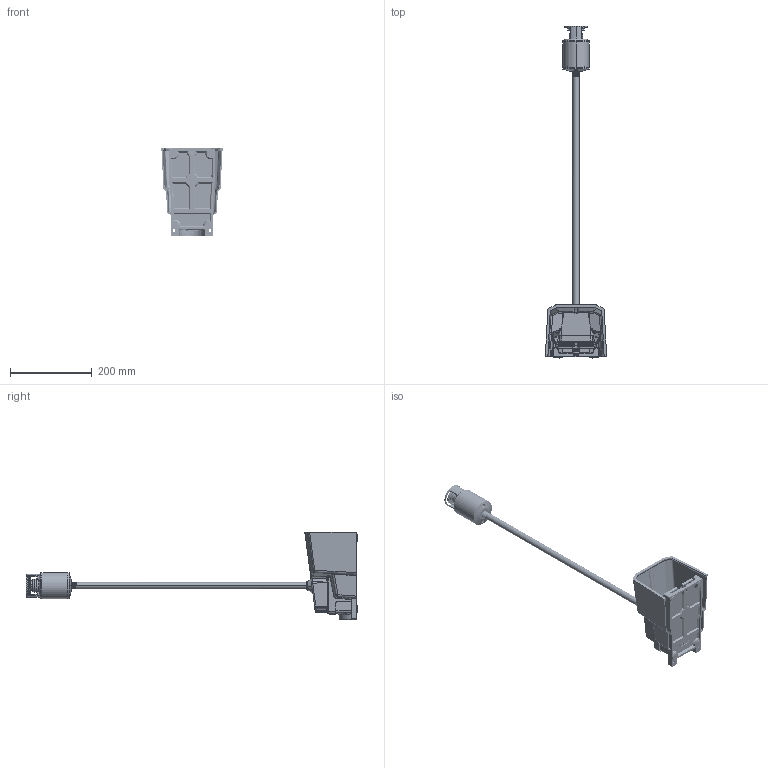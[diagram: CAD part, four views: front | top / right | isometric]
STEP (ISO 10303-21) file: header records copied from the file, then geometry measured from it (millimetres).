
FILE_DESCRIPTION (( 'STEP AP203' ), '1' );
FILE_NAME ('105206036 HRF-HD3NX-RE 褐怳羲壽.STEP', '2022-08-18T08:12:40', ( 'Microsoft' ), ( 'Microsoft' ), 'SwSTEP 2.0', 'SolidWorks 2015', '' );
FILE_SCHEMA (( 'CONFIG_CONTROL_DESIGN' ));
Length unit declared in the file: millimetre
Products named in the file (36): 3011001251 M4X30十一字槽平头带弹垫平垫组合螺钉; 3002023004 HRF-HD3N 換雄啣; 3011001253 HRF-RE 内齿垫圈; 3003004015 HRF-RE 價极; 3009001076 HRF-HD3N 粟銅; 3011001123 M4X10 十一字槽盘头带弹垫组合螺钉; 3003004012 HRF-HD3N 菁釱; 3011001199 HRF-RE 坶踡蹟譫; 3003004016 HRF-RE 菁釱; 3011007001 HRF-HD3N 种隊朴2.5x16; 3002016026 HRF-HD3N 峚雄羲壽盓殤; 3002010016 HRF-HD3N 揤盄標; 105299002 HRF-RE 枑裝; 3005002076 HRF-RE 630枑裝; 3003007001 HRF-HD3N 怳啣; 3001009023 HRF-HD3 橈埽路啣; 3011001119 M3X7十一字槽盘头带弹垫组合螺钉; 105206036 HRF-HD3NX-RE 褐怳羲壽; 3005008007 HRF-RE 防水橡胶压紧螺母; 3004007005 HRF-HD3N 砎蝶褐隊; 3012001006 Z15G10B 峚雄羲壽; 3011010007 M4黄铜圈; 3004003057 HRF-RE 提杆防水圈; 3011002010 楊擘攫倰蹟譫M4; 3002019014 HRF-HD3N 橈埽菜え; 3011001126 M4X5肣蹟隊; EMERGENCY SLEEVE30; 3003005025 HRF-HD3NX-RE奻裔; 3011001034 M4X45十一字槽平头带弹垫组合螺钉; 3005002035 HRF-HD3N 換雄粣; E shaft___ __; 3011001135 囀鞠褒蹟佪 M4x8; 3004002019 HRF-HD3N 砎蝶躇猾菜; 3004003046 HRF-HD3N O型橡胶圈8xΦ1.9; EMERGENCY SW___ __; 3003005029 HRF-RE 奻裔
Assembly tree (50 placements, depth 3):
  105206036 HRF-HD3NX-RE 褐怳羲壽
    3003004012 HRF-HD3N 菁釱
    3002010016 HRF-HD3N 揤盄標
    3011001119 M3X7十一字槽盘头带弹垫组合螺钉  x2
    3011010007 M4黄铜圈
    3011001126 M4X5肣蹟隊
    3005002035 HRF-HD3N 換雄粣
    3004003046 HRF-HD3N O型橡胶圈8xΦ1.9  x4
    3002023004 HRF-HD3N 換雄啣
    3011001123 M4X10 十一字槽盘头带弹垫组合螺钉  x4
    3002016026 HRF-HD3N 峚雄羲壽盓殤
    3001009023 HRF-HD3 橈埽路啣
    3012001006 Z15G10B 峚雄羲壽
    3002019014 HRF-HD3N 橈埽菜え
    3011001034 M4X45十一字槽平头带弹垫组合螺钉  x2
    3004002019 HRF-HD3N 砎蝶躇猾菜
    3011001251 M4X30十一字槽平头带弹垫平垫组合螺钉  x4
    3009001076 HRF-HD3N 粟銅
    3011007001 HRF-HD3N 种隊朴2.5x16
    3003007001 HRF-HD3N 怳啣
    3004007005 HRF-HD3N 砎蝶褐隊  x4
    3011002010 楊擘攫倰蹟譫M4  x2
    3003005025 HRF-HD3NX-RE奻裔
    3011001135 囀鞠褒蹟佪 M4x8
    105299002 HRF-RE 枑裝
      3003005029 HRF-RE 奻裔
      3003004015 HRF-RE 價极
      3003004016 HRF-RE 菁釱
      3005002076 HRF-RE 630枑裝
      3005008007 HRF-RE 防水橡胶压紧螺母
      3004003057 HRF-RE 提杆防水圈
      EMERGENCY SLEEVE30
      E shaft___ __
      EMERGENCY SW___ __
      3011001253 HRF-RE 内齿垫圈
      3011001199 HRF-RE 坶踡蹟譫
Bounding box: 150 x 812.2 x 215 mm (x, y, z)
Volume: 739818.9 mm3; surface area: 453328 mm2
Topology: 70 solids, 80 shells, 4638 faces, 11627 edges, 7105 vertices
Faces by surface type: cylinder 1528, plane 1502, bspline 790, torus 532, cone 184, sphere 102
Entity records: 232766 total; most frequent: CARTESIAN_POINT 134285, ORIENTED_EDGE 20804, DIRECTION 18630, EDGE_CURVE 10422, AXIS2_PLACEMENT_3D 7154, VERTEX_POINT 6506, EDGE_LOOP 4438, LINE 4322
